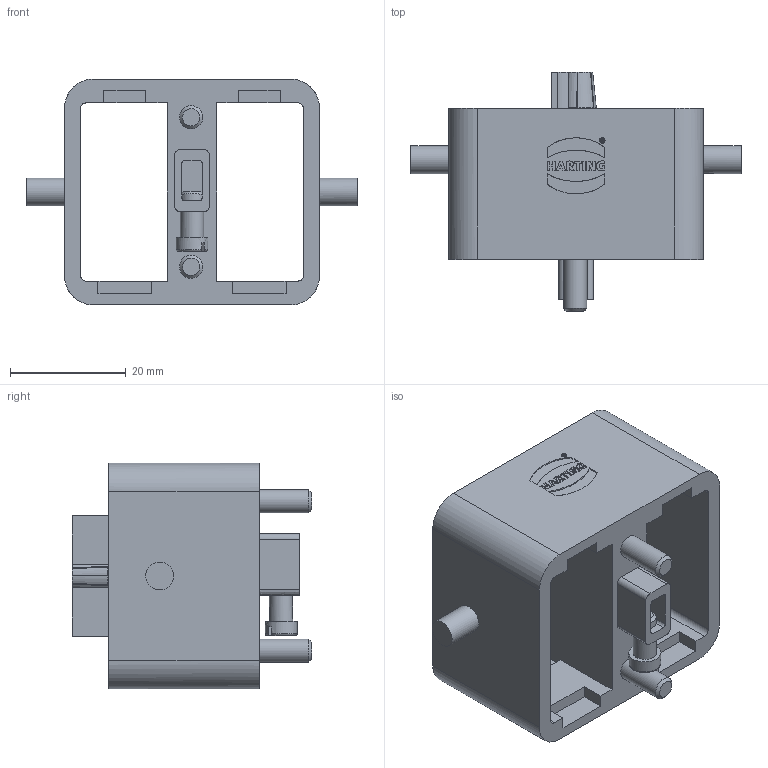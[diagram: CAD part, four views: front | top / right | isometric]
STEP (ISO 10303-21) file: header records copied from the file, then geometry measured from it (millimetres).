
FILE_DESCRIPTION(( 'HARTING HARTING HARTING HARTING HARTING HARTING HARTING HARTING HARTING', 'This Document is valid for Parts No. 09 14 002 0311'),'2;1');
FILE_NAME('MD_09140020311_R411784.stp', '2007-02-08T14:05:23',('ITIS-3'),('HARTING KGaA, D-32339 Espelkamp'), 'I-DEAS Master Series 10','HP-UNIX','Yes');
FILE_SCHEMA(('AUTOMOTIVE_DESIGN { 1 0 10303 214 1 1 1 1 }'));
Length unit declared in the file: millimetre
Products named in the file (1): Han 2Mod Traegergehaeuse Doppel-Compact
Bounding box: 57 x 41.25 x 39 mm (x, y, z)
Volume: 18839 mm3; surface area: 12558 mm2
Topology: 1 solids, 1 shells, 291 faces, 781 edges, 516 vertices
Faces by surface type: bspline 291
Entity records: 9353 total; most frequent: CARTESIAN_POINT 4406, ORIENTED_EDGE 1562, EDGE_CURVE 781, VERTEX_POINT 516, B_SPLINE_CURVE_WITH_KNOTS 320, EDGE_LOOP 319, QUASI_UNIFORM_CURVE 297, FACE_OUTER_BOUND 291
